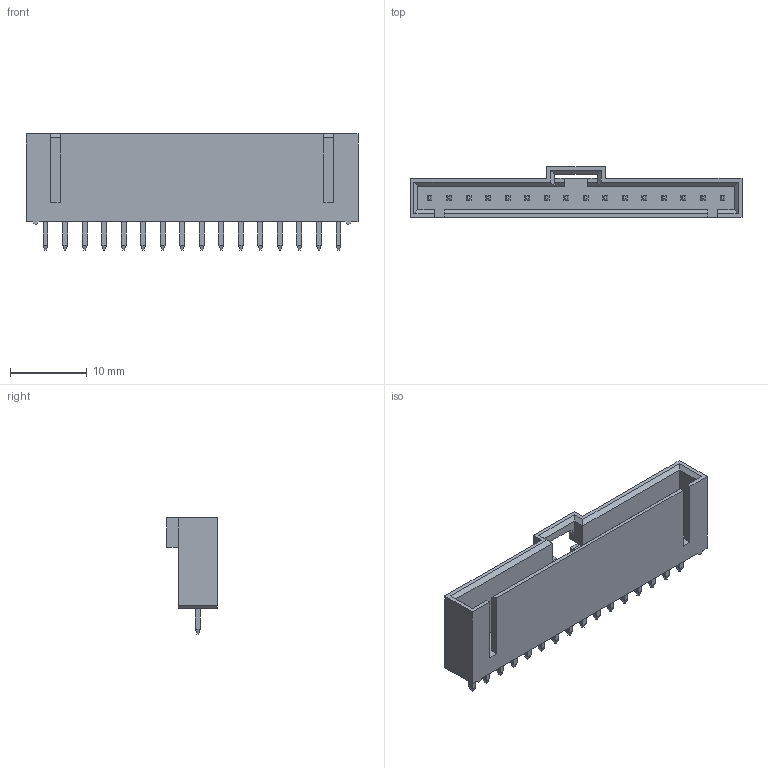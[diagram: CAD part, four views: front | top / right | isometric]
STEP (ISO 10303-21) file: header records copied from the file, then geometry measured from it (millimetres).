
FILE_DESCRIPTION((''),'2;1');
FILE_NAME('705430050','2017-02-22T',('ghp'),(''),'PRO/ENGINEER BY PARAMETRIC TECHNOLOGY CORPORATION, 2012310','PRO/ENGINEER BY PARAMETRIC TECHNOLOGY CORPORATION, 2012310','');
FILE_SCHEMA(('CONFIG_CONTROL_DESIGN'));
Length unit declared in the file: inch
Products named in the file (1): 705430050
Bounding box: 43.18 x 6.6 x 15.11 mm (x, y, z)
Volume: 1402.1 mm3; surface area: 2666.5 mm2
Topology: 1 solids, 1 shells, 345 faces, 833 edges, 520 vertices
Faces by surface type: plane 343, cylinder 2
Entity records: 9708 total; most frequent: CARTESIAN_POINT 1667, ORIENTED_EDGE 1602, DIRECTION 1561, EDGE_CURVE 801, VECTOR 797, LINE 797, VERTEX_POINT 488, AXIS2_PLACEMENT_3D 382
